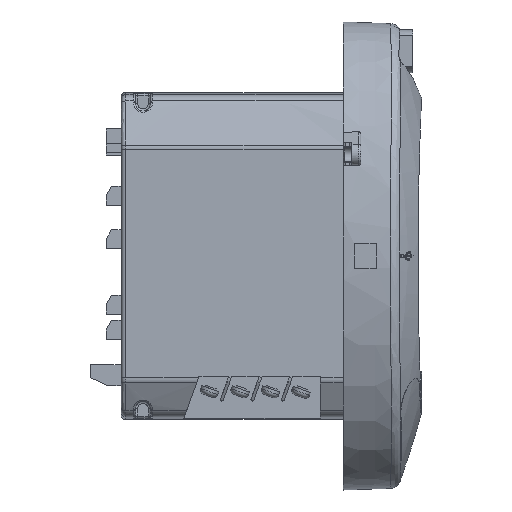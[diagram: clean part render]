
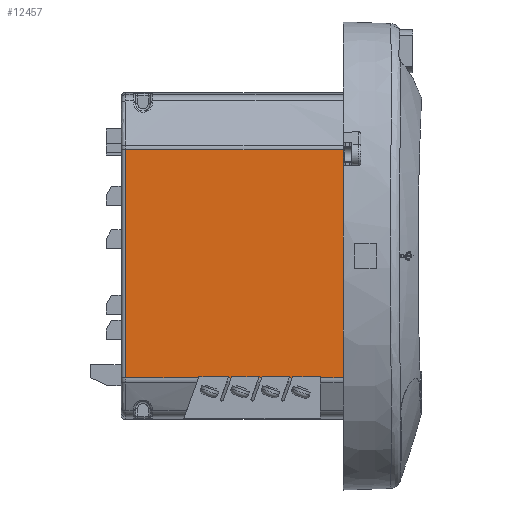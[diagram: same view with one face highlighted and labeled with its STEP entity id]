
A CAD part, front view. The second image highlights one B-rep face of the part: STEP entity #12457.
In plain terms, the highlighted face is planar.
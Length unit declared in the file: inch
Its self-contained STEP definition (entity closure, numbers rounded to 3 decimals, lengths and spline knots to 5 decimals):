
#2121=DIRECTION('',(0.,-1.,0.));
#2122=VECTOR('',#2121,5.);
#2123=CARTESIAN_POINT('',(-2.44287,-0.847,2.2175));
#2124=LINE('',#2123,#2122);
#2125=DIRECTION('',(1.,0.,0.));
#2126=VECTOR('',#2125,5.23852);
#2127=CARTESIAN_POINT('',(-2.44287,-0.847,2.2175));
#2128=LINE('',#2127,#2126);
#2129=DIRECTION('',(0.,-1.,0.));
#2130=VECTOR('',#2129,0.63669);
#2131=CARTESIAN_POINT('',(2.76653,-1.37306,2.2175));
#2132=LINE('',#2131,#2130);
#2133=DIRECTION('',(0.94,-0.342,0.));
#2134=VECTOR('',#2133,0.03098);
#2135=CARTESIAN_POINT('',(2.76653,-2.00975,2.2175));
#2136=LINE('',#2135,#2134);
#2137=DIRECTION('',(-0.94,0.342,0.));
#2138=VECTOR('',#2137,0.03098);
#2139=CARTESIAN_POINT('',(2.79564,-2.08897,2.2175));
#2140=LINE('',#2139,#2138);
#2141=DIRECTION('',(0.,-1.,0.));
#2142=VECTOR('',#2141,0.63138);
#2143=CARTESIAN_POINT('',(2.76653,-2.07837,2.2175));
#2144=LINE('',#2143,#2142);
#2145=DIRECTION('',(0.94,-0.342,0.));
#2146=VECTOR('',#2145,0.03098);
#2147=CARTESIAN_POINT('',(2.76653,-2.70975,2.2175));
#2148=LINE('',#2147,#2146);
#2149=DIRECTION('',(-0.94,0.342,0.));
#2150=VECTOR('',#2149,0.03098);
#2151=CARTESIAN_POINT('',(2.79564,-2.78897,2.2175));
#2152=LINE('',#2151,#2150);
#2153=DIRECTION('',(0.,-1.,0.));
#2154=VECTOR('',#2153,0.63138);
#2155=CARTESIAN_POINT('',(2.76653,-2.77837,2.2175));
#2156=LINE('',#2155,#2154);
#2157=DIRECTION('',(0.94,-0.342,0.));
#2158=VECTOR('',#2157,0.03098);
#2159=CARTESIAN_POINT('',(2.76653,-3.40975,2.2175));
#2160=LINE('',#2159,#2158);
#2161=DIRECTION('',(-0.94,0.342,0.));
#2162=VECTOR('',#2161,0.03098);
#2163=CARTESIAN_POINT('',(2.79564,-3.48897,2.2175));
#2164=LINE('',#2163,#2162);
#2165=DIRECTION('',(0.,-1.,0.));
#2166=VECTOR('',#2165,0.68479);
#2167=CARTESIAN_POINT('',(2.76653,-3.47837,2.2175));
#2168=LINE('',#2167,#2166);
#2169=DIRECTION('',(0.94,-0.342,0.));
#2170=VECTOR('',#2169,0.03098);
#2171=CARTESIAN_POINT('',(2.76653,-4.16316,2.2175));
#2172=LINE('',#2171,#2170);
#2177=DIRECTION('',(1.,0.,0.));
#2178=VECTOR('',#2177,5.23852);
#2179=CARTESIAN_POINT('',(-2.44287,-5.847,2.2175));
#2180=LINE('',#2179,#2178);
#2191=DIRECTION('',(0.,1.,0.));
#2192=VECTOR('',#2191,1.67324);
#2193=CARTESIAN_POINT('',(2.79564,-5.847,2.2175));
#2194=LINE('',#2193,#2192);
#2195=CARTESIAN_POINT('',(2.79564,-4.17376,2.2175));
#4122=DIRECTION('',(0.,1.,0.));
#4123=VECTOR('',#4122,0.06862);
#4124=CARTESIAN_POINT('',(2.79564,-3.48897,2.2175));
#4125=LINE('',#4124,#4123);
#4126=CARTESIAN_POINT('',(2.79564,-3.42035,2.2175));
#4145=CARTESIAN_POINT('',(2.79564,-2.78897,2.2175));
#4193=DIRECTION('',(0.,1.,0.));
#4194=VECTOR('',#4193,0.06862);
#4195=CARTESIAN_POINT('',(2.79564,-2.78897,2.2175));
#4196=LINE('',#4195,#4194);
#4216=CARTESIAN_POINT('',(2.79564,-2.08897,2.2175));
#4264=DIRECTION('',(0.,1.,0.));
#4265=VECTOR('',#4264,0.06862);
#4266=CARTESIAN_POINT('',(2.79564,-2.08897,2.2175));
#4267=LINE('',#4266,#4265);
#4291=DIRECTION('',(1.,-0.005,0.));
#4292=VECTOR('',#4291,0.02911);
#4293=CARTESIAN_POINT('',(2.76653,-1.37306,2.2175));
#4294=LINE('',#4293,#4292);
#4306=DIRECTION('',(0.,1.,0.));
#4307=VECTOR('',#4306,0.52621);
#4308=CARTESIAN_POINT('',(2.79564,-1.37321,2.2175));
#4309=LINE('',#4308,#4307);
#6947=CARTESIAN_POINT('',(2.79564,-0.847,2.2175));
#6948=VERTEX_POINT('',#6947);
#6949=CARTESIAN_POINT('',(-2.44287,-0.847,2.2175));
#6950=VERTEX_POINT('',#6949);
#7261=CARTESIAN_POINT('',(2.79564,-5.847,2.2175));
#7262=VERTEX_POINT('',#7261);
#7263=CARTESIAN_POINT('',(-2.44287,-5.847,2.2175));
#7264=VERTEX_POINT('',#7263);
#7332=CARTESIAN_POINT('',(2.76653,-1.37306,2.2175));
#7333=VERTEX_POINT('',#7332);
#7334=CARTESIAN_POINT('',(2.79564,-1.37321,2.2175));
#7335=VERTEX_POINT('',#7334);
#7402=VERTEX_POINT('',#2195);
#7403=CARTESIAN_POINT('',(2.76653,-4.16316,2.2175));
#7404=VERTEX_POINT('',#7403);
#7425=CARTESIAN_POINT('',(2.76653,-3.47837,2.2175));
#7426=VERTEX_POINT('',#7425);
#7427=CARTESIAN_POINT('',(2.79564,-3.48897,2.2175));
#7428=VERTEX_POINT('',#7427);
#7429=VERTEX_POINT('',#4126);
#7430=CARTESIAN_POINT('',(2.76653,-3.40975,2.2175));
#7431=VERTEX_POINT('',#7430);
#7432=VERTEX_POINT('',#4145);
#7433=CARTESIAN_POINT('',(2.79564,-2.72035,2.2175));
#7434=VERTEX_POINT('',#7433);
#7435=VERTEX_POINT('',#4216);
#7436=CARTESIAN_POINT('',(2.79564,-2.02035,2.2175));
#7437=VERTEX_POINT('',#7436);
#7438=CARTESIAN_POINT('',(2.76653,-2.00975,2.2175));
#7439=VERTEX_POINT('',#7438);
#7440=CARTESIAN_POINT('',(2.76653,-2.07837,2.2175));
#7441=VERTEX_POINT('',#7440);
#7442=CARTESIAN_POINT('',(2.76653,-2.70975,2.2175));
#7443=VERTEX_POINT('',#7442);
#7444=CARTESIAN_POINT('',(2.76653,-2.77837,2.2175));
#7445=VERTEX_POINT('',#7444);
#12412=CARTESIAN_POINT('',(2.79564,-0.847,2.2175));
#12413=DIRECTION('',(0.,0.,1.));
#12414=DIRECTION('',(-1.,0.,0.));
#12415=AXIS2_PLACEMENT_3D('',#12412,#12413,#12414);
#12416=PLANE('',#12415);
#12418=ORIENTED_EDGE('',*,*,#12417,.F.);
#12419=ORIENTED_EDGE('',*,*,#12407,.F.);
#12420=ORIENTED_EDGE('',*,*,#10728,.T.);
#12422=ORIENTED_EDGE('',*,*,#12421,.F.);
#12424=ORIENTED_EDGE('',*,*,#12423,.F.);
#12426=ORIENTED_EDGE('',*,*,#12425,.T.);
#12428=ORIENTED_EDGE('',*,*,#12427,.T.);
#12430=ORIENTED_EDGE('',*,*,#12429,.F.);
#12432=ORIENTED_EDGE('',*,*,#12431,.T.);
#12434=ORIENTED_EDGE('',*,*,#12433,.T.);
#12436=ORIENTED_EDGE('',*,*,#12435,.T.);
#12438=ORIENTED_EDGE('',*,*,#12437,.F.);
#12440=ORIENTED_EDGE('',*,*,#12439,.T.);
#12442=ORIENTED_EDGE('',*,*,#12441,.T.);
#12444=ORIENTED_EDGE('',*,*,#12443,.T.);
#12446=ORIENTED_EDGE('',*,*,#12445,.F.);
#12448=ORIENTED_EDGE('',*,*,#12447,.T.);
#12450=ORIENTED_EDGE('',*,*,#12449,.T.);
#12452=ORIENTED_EDGE('',*,*,#12451,.T.);
#12454=ORIENTED_EDGE('',*,*,#12453,.F.);
#12455=EDGE_LOOP('',(#12418,#12419,#12420,#12422,#12424,#12426,#12428,#12430,
#12432,#12434,#12436,#12438,#12440,#12442,#12444,#12446,#12448,#12450,#12452,
#12454));
#12456=FACE_OUTER_BOUND('',#12455,.F.);
#12457=ADVANCED_FACE('',(#12456),#12416,.T.);
#10728=EDGE_CURVE('',#6950,#6948,#2128,.T.);
#12407=EDGE_CURVE('',#6950,#7264,#2124,.T.);
#12417=EDGE_CURVE('',#7264,#7262,#2180,.T.);
#12421=EDGE_CURVE('',#7335,#6948,#4309,.T.);
#12423=EDGE_CURVE('',#7333,#7335,#4294,.T.);
#12425=EDGE_CURVE('',#7333,#7439,#2132,.T.);
#12427=EDGE_CURVE('',#7439,#7437,#2136,.T.);
#12429=EDGE_CURVE('',#7435,#7437,#4267,.T.);
#12431=EDGE_CURVE('',#7435,#7441,#2140,.T.);
#12433=EDGE_CURVE('',#7441,#7443,#2144,.T.);
#12435=EDGE_CURVE('',#7443,#7434,#2148,.T.);
#12437=EDGE_CURVE('',#7432,#7434,#4196,.T.);
#12439=EDGE_CURVE('',#7432,#7445,#2152,.T.);
#12441=EDGE_CURVE('',#7445,#7431,#2156,.T.);
#12443=EDGE_CURVE('',#7431,#7429,#2160,.T.);
#12445=EDGE_CURVE('',#7428,#7429,#4125,.T.);
#12447=EDGE_CURVE('',#7428,#7426,#2164,.T.);
#12449=EDGE_CURVE('',#7426,#7404,#2168,.T.);
#12451=EDGE_CURVE('',#7404,#7402,#2172,.T.);
#12453=EDGE_CURVE('',#7262,#7402,#2194,.T.);
